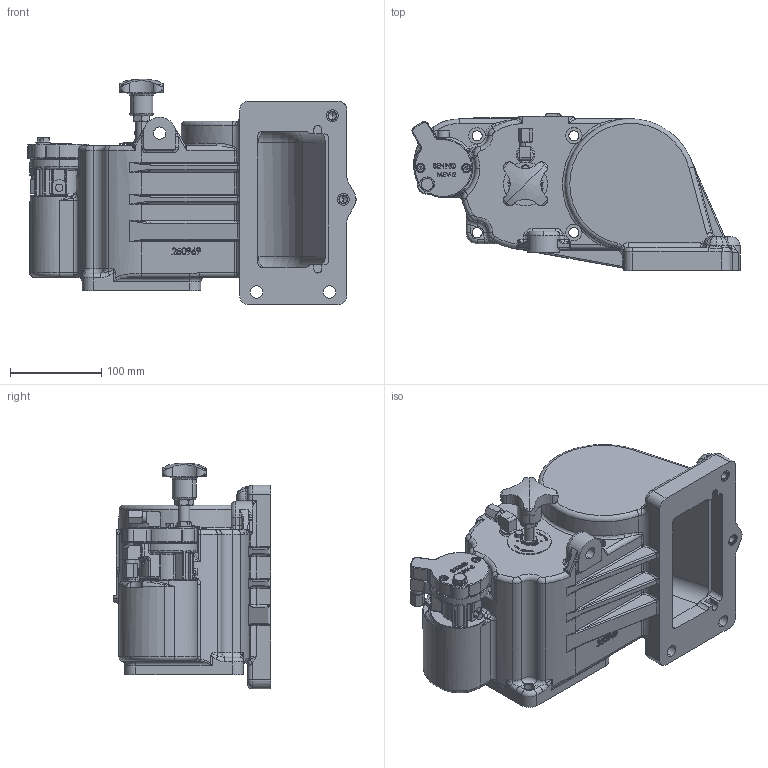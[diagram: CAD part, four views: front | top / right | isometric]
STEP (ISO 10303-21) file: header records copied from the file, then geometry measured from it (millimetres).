
FILE_DESCRIPTION (( 'STEP AP214' ), '1' );
FILE_NAME ('GV80-MD_251968.STEP', '2014-08-27T09:26:01', ( 'Admin2' ), ( '' ), 'SwSTEP 2.0', 'SolidWorks 2010', '' );
FILE_SCHEMA (( 'AUTOMOTIVE_DESIGN' ));
Length unit declared in the file: millimetre
Products named in the file (1): GV80-MD_251968
Bounding box: 359.33 x 172 x 247 mm (x, y, z)
Volume: 2889106.6 mm3; surface area: 611960.4 mm2
Topology: 26 solids, 26 shells, 2960 faces, 7440 edges, 4530 vertices
Faces by surface type: plane 958, cylinder 746, bspline 656, torus 342, cone 234, sphere 24
Entity records: 156088 total; most frequent: CARTESIAN_POINT 57170, ORIENTED_EDGE 14588, DIRECTION 12455, EDGE_CURVE 7294, AXIS2_PLACEMENT_3D 4609, VERTEX_POINT 4522, LINE 3237, VECTOR 3237
